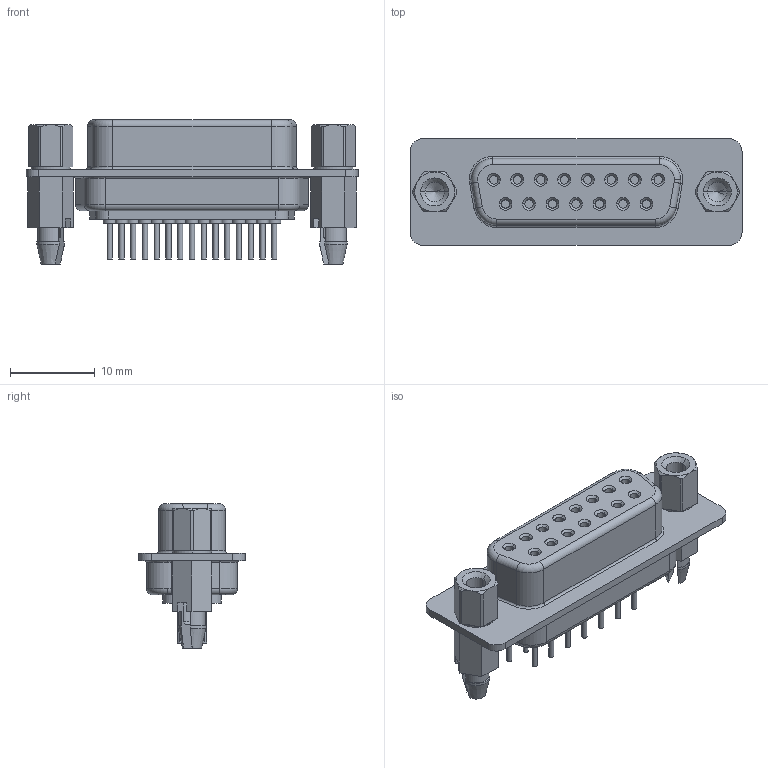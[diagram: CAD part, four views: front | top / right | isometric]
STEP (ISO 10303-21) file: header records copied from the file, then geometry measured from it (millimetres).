
FILE_DESCRIPTION (( 'STEP AP214' ), '1' );
FILE_NAME ('K85X-AD-15S-BRJ_rA2.STEP', '2013-03-22T19:00:00', ( 'Daniel' ), ( 'Microsoft' ), 'SwSTEP 2.0', 'SolidWorks 2012', '' );
FILE_SCHEMA (( 'AUTOMOTIVE_DESIGN' ));
Length unit declared in the file: millimetre
Products named in the file (1): K85X-AD-15S-BRJ_rA2
Bounding box: 39.14 x 12.55 x 17 mm (x, y, z)
Volume: 3130.9 mm3; surface area: 2748.2 mm2
Topology: 1 solids, 5 shells, 389 faces, 886 edges, 555 vertices
Faces by surface type: cylinder 175, plane 120, cone 70, torus 24
Entity records: 12105 total; most frequent: DIRECTION 2075, CARTESIAN_POINT 2045, ORIENTED_EDGE 1764, EDGE_CURVE 882, AXIS2_PLACEMENT_3D 841, VERTEX_POINT 555, CIRCLE 451, EDGE_LOOP 449
